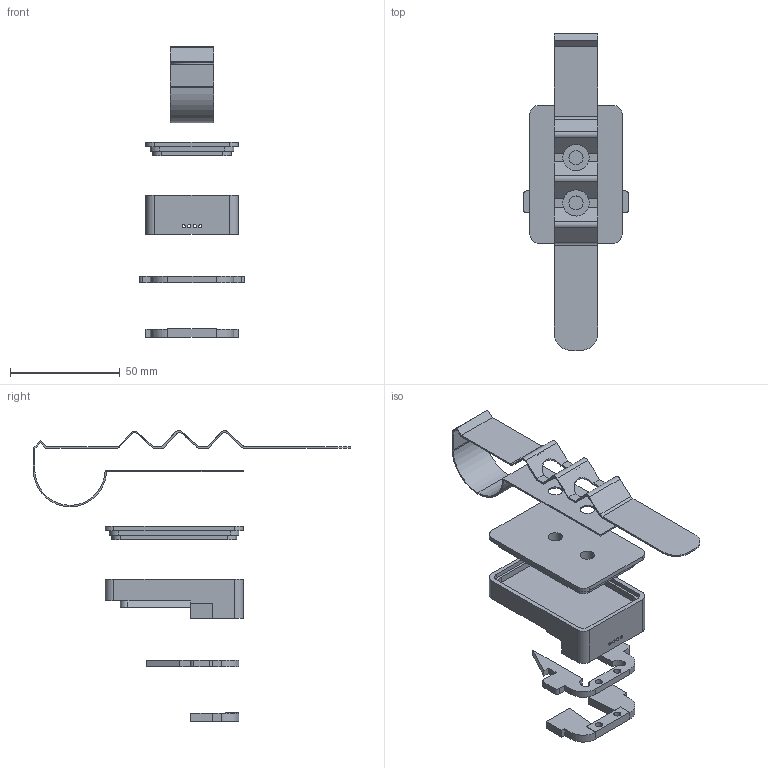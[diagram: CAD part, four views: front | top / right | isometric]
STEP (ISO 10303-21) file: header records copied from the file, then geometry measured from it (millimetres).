
FILE_DESCRIPTION (( 'STEP AP203' ), '1' );
FILE_NAME ('菁釱翋极.STEP', '2026-02-03T20:14:23', ( 'Windows 蚚誧' ), ( '' ), 'SwSTEP 2.0', 'SolidWorks 2024', '' );
FILE_SCHEMA (( 'CONFIG_CONTROL_DESIGN' ));
Length unit declared in the file: millimetre
Products named in the file (1): 底座主体
Bounding box: 48 x 144.7 x 132.74 mm (x, y, z)
Volume: 41602.8 mm3; surface area: 32371 mm2
Topology: 5 solids, 5 shells, 229 faces, 645 edges, 428 vertices
Faces by surface type: plane 126, cylinder 99, cone 4
Entity records: 7578 total; most frequent: CARTESIAN_POINT 1342, DIRECTION 1298, ORIENTED_EDGE 1290, EDGE_CURVE 645, AXIS2_PLACEMENT_3D 436, VERTEX_POINT 428, VECTOR 426, LINE 426
